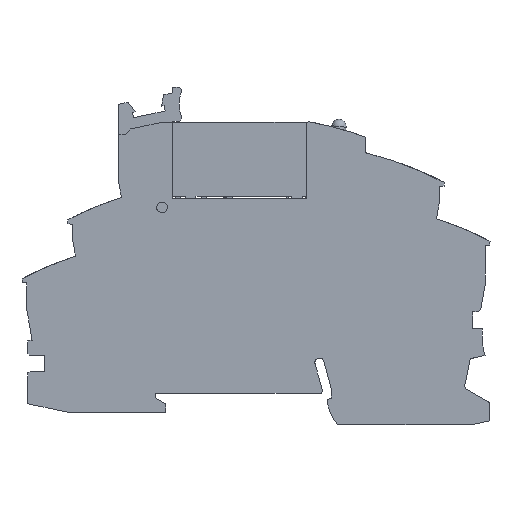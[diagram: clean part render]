
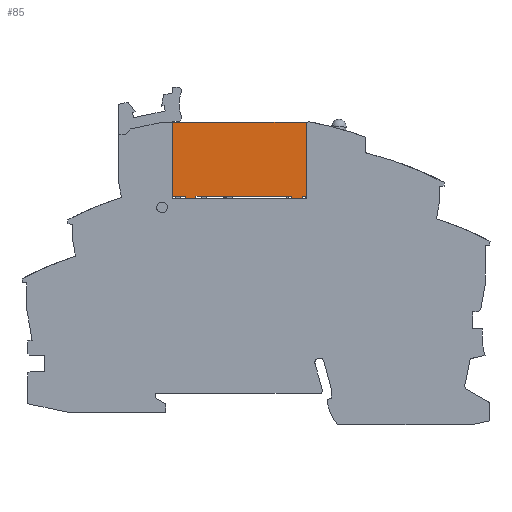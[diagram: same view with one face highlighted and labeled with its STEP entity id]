
A CAD part, left-side view. The second image highlights one B-rep face of the part: STEP entity #85.
In plain terms, the highlighted planar face has unit normal (-1, 0, 0).
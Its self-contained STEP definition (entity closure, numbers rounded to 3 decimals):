
#85=ADVANCED_FACE('',(#540),#541,.F.);
#540=FACE_OUTER_BOUND('',#1472,.T.);
#541=PLANE('',#1473);
#1472=EDGE_LOOP('',(#2501,#2502,#2503,#2504,#2505,#2506,#2507,#2508,#2509,#2510,#2511,#2512));
#1473=AXIS2_PLACEMENT_3D('',#2513,#2514,#2515);
#2501=ORIENTED_EDGE('',*,*,#8838,.T.);
#2502=ORIENTED_EDGE('',*,*,#8839,.F.);
#2503=ORIENTED_EDGE('',*,*,#8840,.F.);
#2504=ORIENTED_EDGE('',*,*,#8841,.F.);
#2505=ORIENTED_EDGE('',*,*,#8842,.T.);
#2506=ORIENTED_EDGE('',*,*,#8843,.F.);
#2507=ORIENTED_EDGE('',*,*,#8844,.T.);
#2508=ORIENTED_EDGE('',*,*,#8845,.F.);
#2509=ORIENTED_EDGE('',*,*,#8846,.T.);
#2510=ORIENTED_EDGE('',*,*,#8847,.F.);
#2511=ORIENTED_EDGE('',*,*,#8833,.T.);
#2512=ORIENTED_EDGE('',*,*,#8848,.F.);
#2513=CARTESIAN_POINT('',(0.575,25.861,57.591));
#2514=DIRECTION('',(1.0,0.,0.));
#2515=DIRECTION('',(0.,0.,1.0));
#8833=EDGE_CURVE('',#10101,#10105,#10107,.T.);
#8838=EDGE_CURVE('',#10116,#10117,#10118,.T.);
#8839=EDGE_CURVE('',#10119,#10117,#10120,.T.);
#8840=EDGE_CURVE('',#10121,#10119,#10122,.T.);
#8841=EDGE_CURVE('',#10123,#10121,#10124,.T.);
#8842=EDGE_CURVE('',#10123,#10125,#10126,.T.);
#8843=EDGE_CURVE('',#10127,#10125,#10128,.T.);
#8844=EDGE_CURVE('',#10127,#10129,#10130,.T.);
#8845=EDGE_CURVE('',#10131,#10129,#10132,.T.);
#8846=EDGE_CURVE('',#10131,#10133,#10134,.T.);
#8847=EDGE_CURVE('',#10101,#10133,#10135,.T.);
#8848=EDGE_CURVE('',#10116,#10105,#10136,.T.);
#10101=VERTEX_POINT('',#12221);
#10105=VERTEX_POINT('',#12227);
#10107=LINE('',#12230,#12231);
#10116=VERTEX_POINT('',#12244);
#10117=VERTEX_POINT('',#12245);
#10118=LINE('',#12246,#12247);
#10119=VERTEX_POINT('',#12248);
#10120=LINE('',#12249,#12250);
#10121=VERTEX_POINT('',#12251);
#10122=LINE('',#12252,#12253);
#10123=VERTEX_POINT('',#12254);
#10124=LINE('',#12255,#12256);
#10125=VERTEX_POINT('',#12257);
#10126=LINE('',#12258,#12259);
#10127=VERTEX_POINT('',#12260);
#10128=LINE('',#12261,#12262);
#10129=VERTEX_POINT('',#12263);
#10130=LINE('',#12264,#12265);
#10131=VERTEX_POINT('',#12266);
#10132=LINE('',#12267,#12268);
#10133=VERTEX_POINT('',#12269);
#10134=LINE('',#12270,#12271);
#10135=LINE('',#12272,#12273);
#10136=LINE('',#12274,#12275);
#12221=CARTESIAN_POINT('',(0.575,36.822,44.323));
#12227=CARTESIAN_POINT('',(0.575,36.822,44.823));
#12230=CARTESIAN_POINT('',(0.575,36.822,44.833));
#12231=VECTOR('',#29604,1.0);
#12244=CARTESIAN_POINT('',(0.575,35.032,44.823));
#12245=CARTESIAN_POINT('',(0.575,35.032,59.323));
#12246=CARTESIAN_POINT('',(0.575,35.032,44.833));
#12247=VECTOR('',#29609,1.0);
#12248=CARTESIAN_POINT('',(0.575,63.032,59.323));
#12249=CARTESIAN_POINT('',(0.575,63.132,59.323));
#12250=VECTOR('',#29610,1.0);
#12251=CARTESIAN_POINT('',(0.575,63.032,44.823));
#12252=CARTESIAN_POINT('',(0.575,63.032,44.833));
#12253=VECTOR('',#29611,1.0);
#12254=CARTESIAN_POINT('',(0.575,59.612,44.823));
#12255=CARTESIAN_POINT('',(0.575,63.132,44.823));
#12256=VECTOR('',#29612,1.0);
#12257=CARTESIAN_POINT('',(0.575,59.612,44.323));
#12258=CARTESIAN_POINT('',(0.575,59.612,44.833));
#12259=VECTOR('',#29613,1.0);
#12260=CARTESIAN_POINT('',(0.575,57.612,44.323));
#12261=CARTESIAN_POINT('',(0.575,63.132,44.323));
#12262=VECTOR('',#29614,1.0);
#12263=CARTESIAN_POINT('',(0.575,57.612,44.823));
#12264=CARTESIAN_POINT('',(0.575,57.612,44.833));
#12265=VECTOR('',#29615,1.0);
#12266=CARTESIAN_POINT('',(0.575,38.822,44.823));
#12267=CARTESIAN_POINT('',(0.575,63.132,44.823));
#12268=VECTOR('',#29616,1.0);
#12269=CARTESIAN_POINT('',(0.575,38.822,44.323));
#12270=CARTESIAN_POINT('',(0.575,38.822,44.833));
#12271=VECTOR('',#29617,1.0);
#12272=CARTESIAN_POINT('',(0.575,63.132,44.323));
#12273=VECTOR('',#29618,1.0);
#12274=CARTESIAN_POINT('',(0.575,63.132,44.823));
#12275=VECTOR('',#29619,1.0);
#29604=DIRECTION('',(0.,0.,1.0));
#29609=DIRECTION('',(0.,0.,1.0));
#29610=DIRECTION('',(0.,-1.0,0.));
#29611=DIRECTION('',(0.,0.,1.0));
#29612=DIRECTION('',(0.,1.0,0.));
#29613=DIRECTION('',(0.,0.,-1.0));
#29614=DIRECTION('',(0.,1.0,0.));
#29615=DIRECTION('',(0.,0.,1.0));
#29616=DIRECTION('',(0.,1.0,0.));
#29617=DIRECTION('',(0.,0.,-1.0));
#29618=DIRECTION('',(0.,1.0,0.));
#29619=DIRECTION('',(0.,1.0,0.));
